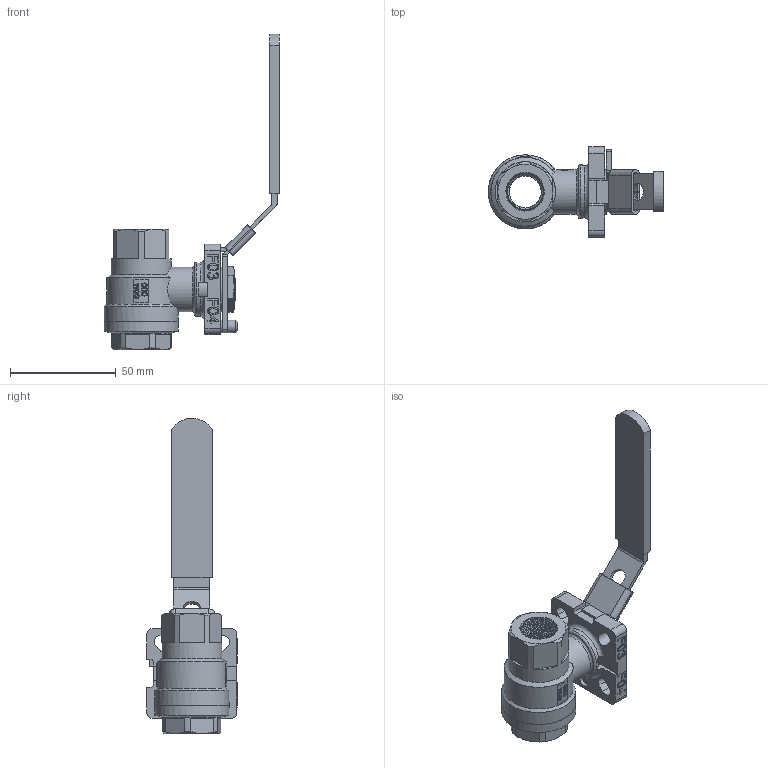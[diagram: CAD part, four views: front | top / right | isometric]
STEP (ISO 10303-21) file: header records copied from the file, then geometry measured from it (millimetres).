
FILE_DESCRIPTION(/* description */ ('Unknown'),/* implementation_level */ '2;1');
FILE_NAME(/* name */ '9652-04',/* time_stamp */ '2022-07-13T13:01:44+02:00',/* author */ ('Unknown'),/* organization */ ('Unknown'),/* preprocessor_version */ 'ST-DEVELOPER v16.7',/* originating_system */ 'Solid Edge',/* authorisation */ 'Unknown');
FILE_SCHEMA (('AUTOMOTIVE_DESIGN {1 0 10303 214 3 1 1}'));
Products named in the file (12): 9652-04; Body; Body Gaske; Cap; Stem; Small hex thin nuts-Fine pitch thread GB_GB_FASTENER_NUT_SSFNTT M14X1.
0-N; Nut Stopper; Plate Washer; Handle; Lock Device; Plasti Cover; Stop Pin
Assembly tree (12 placements, depth 2):
  9652-04
    Body
    Body Gaske
    Cap
    Stem
    Small hex thin nuts-Fine pitch thread GB_GB_FASTENER_NUT_SSFNTT M14X1.
0-N  x2
    Nut Stopper
    Plate Washer
    Handle
    Lock Device
    Plasti Cover
    Stop Pin
Bounding box: 82.89 x 42.7 x 149.27 mm (x, y, z)
Volume: 47813 mm3; surface area: 39438.5 mm2
Topology: 12 solids, 12 shells, 787 faces, 2074 edges, 1373 vertices
Faces by surface type: plane 429, bspline 167, cylinder 117, cone 63, torus 11
Full cylindrical faces by diameter (mm): 5 x2, 6 x1, 8 x1, 9.6 x1, 11 x1, 12 x1, 12.4 x1, 12.6 x2, 12.917 x2, 15 x3, 15.8 x1, 19 x1, 20.5 x1, 20.8 x1, 21 x2, 24.8 x1, 25 x1, 25.5 x1, 26.376 x1, 27 x1, 28.4 x1, 28.5 x2, 29.4 x1, 29.6 x1, 31.7 x1, 32.5 x1, 35 x2
Entity records: 43044 total; most frequent: CARTESIAN_POINT 25006, ORIENTED_EDGE 3936, DIRECTION 3055, EDGE_CURVE 1968, VERTEX_POINT 1336, LINE 1113, VECTOR 1113, AXIS2_PLACEMENT_3D 971
